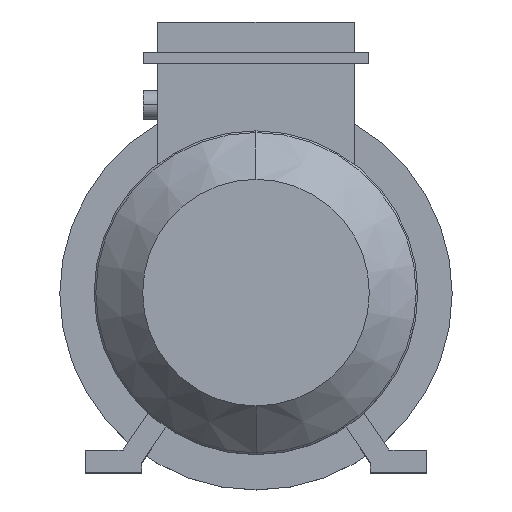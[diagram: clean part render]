
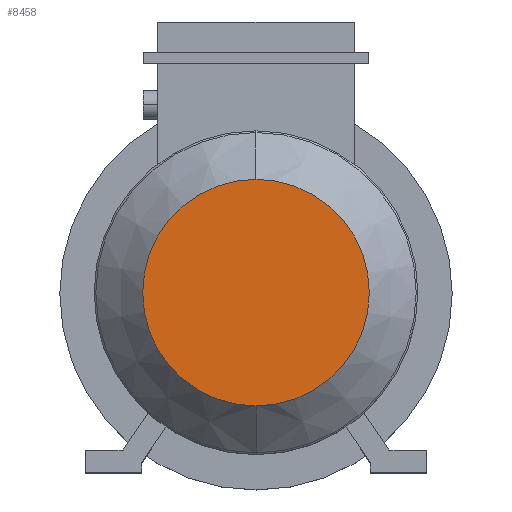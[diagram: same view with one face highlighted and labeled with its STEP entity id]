
A CAD part, top view. The second image highlights one B-rep face of the part: STEP entity #8458.
In plain terms, the highlighted planar face has unit normal (0, 0, 1).
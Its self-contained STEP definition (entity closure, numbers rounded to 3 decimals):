
#48 = CARTESIAN_POINT ( 'NONE',  ( 0., 0., 743. ) ) ;
#49 = DIRECTION ( 'NONE',  ( 0., 0., -1. ) ) ;
#50 = DIRECTION ( 'NONE',  ( 0., -1., 0. ) ) ;
#134 = CARTESIAN_POINT ( 'NONE',  ( 0., 101.062, 743. ) ) ;
#136 = CARTESIAN_POINT ( 'NONE',  ( 0., -101.063, 743. ) ) ;
#1398 = CIRCLE ( 'NONE', #7335, 101.063 ) ;
#1828 = EDGE_CURVE ( 'NONE', #2909, #2911, #3742, .T. ) ;
#1951 = EDGE_CURVE ( 'NONE', #2911, #2909, #1398, .T. ) ;
#2813 = CARTESIAN_POINT ( 'NONE',  ( 0., 0., 743. ) ) ;
#2814 = DIRECTION ( 'NONE',  ( 0., 0., -1. ) ) ;
#2815 = DIRECTION ( 'NONE',  ( 0., -1., 0. ) ) ;
#2909 = VERTEX_POINT ( 'NONE', #134 ) ;
#2911 = VERTEX_POINT ( 'NONE', #136 ) ;
#3067 = FACE_OUTER_BOUND ( 'NONE', #9824, .T. ) ;
#3570 = PLANE ( 'NONE',  #9484 ) ;
#3742 = CIRCLE ( 'NONE', #7303, 101.063 ) ;
#6349 = ORIENTED_EDGE ( 'NONE', *, *, #1828, .F. ) ;
#6350 = ORIENTED_EDGE ( 'NONE', *, *, #1951, .F. ) ;
#7303 = AXIS2_PLACEMENT_3D ( 'NONE', #2813, #2814, #2815 ) ;
#7335 = AXIS2_PLACEMENT_3D ( 'NONE', #48, #49, #50 ) ;
#8458 = ADVANCED_FACE ( 'NONE', ( #3067 ), #3570, .F. ) ;
#8504 = CARTESIAN_POINT ( 'NONE',  ( 0., 0., 743. ) ) ;
#8505 = DIRECTION ( 'NONE',  ( 0., 0., -1. ) ) ;
#8506 = DIRECTION ( 'NONE',  ( 0., -1., 0. ) ) ;
#9484 = AXIS2_PLACEMENT_3D ( 'NONE', #8504, #8505, #8506 ) ;
#9824 = EDGE_LOOP ( 'NONE', ( #6350, #6349 ) ) ;
